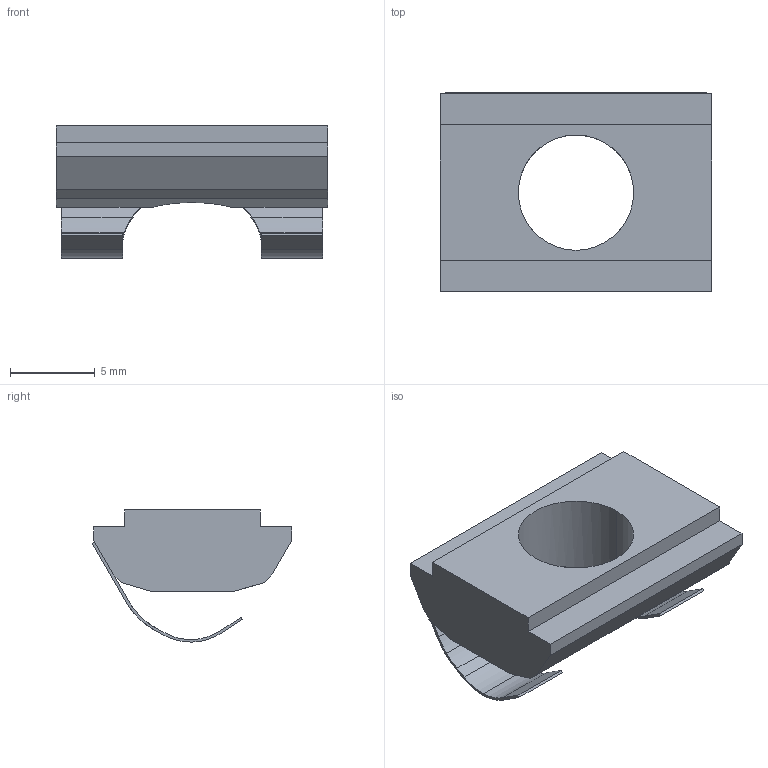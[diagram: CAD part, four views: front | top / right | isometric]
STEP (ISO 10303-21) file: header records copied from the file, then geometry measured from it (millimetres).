
FILE_DESCRIPTION(('STEP AP214'),'1');
FILE_NAME('cctmp_0F4BF133-B0E3-4476-BA0B-3721CE2C7544_2020_1_13_13_21_36_376..stp','2020-01-13T12:21:36',('Bosch Rexroth AG'),('CADClick - www.CADClick.com'),'Spatial InterOp 3D',' ','unknown authorization - (Healing Option Enabled)');
FILE_SCHEMA(('AUTOMOTIVE_DESIGN'));
Length unit declared in the file: millimetre
Products named in the file (1): 2020_01_13__13-21-36-376
Bounding box: 16 x 11.78 x 7.8 mm (x, y, z)
Volume: 582.3 mm3; surface area: 761.6 mm2
Topology: 1 solids, 1 shells, 56 faces, 161 edges, 106 vertices
Faces by surface type: plane 36, cylinder 20
Entity records: 2383 total; most frequent: CARTESIAN_POINT 412, ORIENTED_EDGE 322, DIRECTION 309, EDGE_CURVE 161, LINE 111, VECTOR 111, VERTEX_POINT 106, AXIS2_PLACEMENT_3D 99
